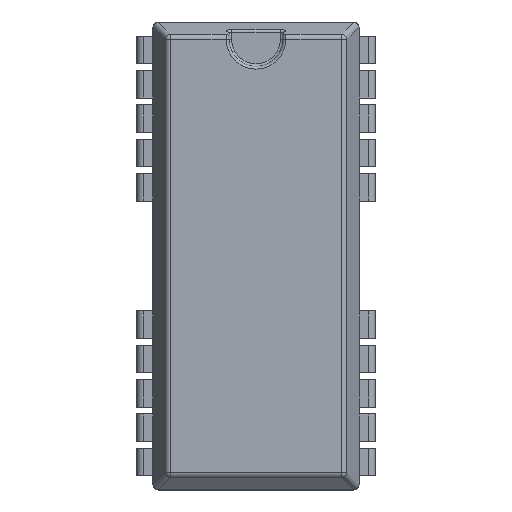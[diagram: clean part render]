
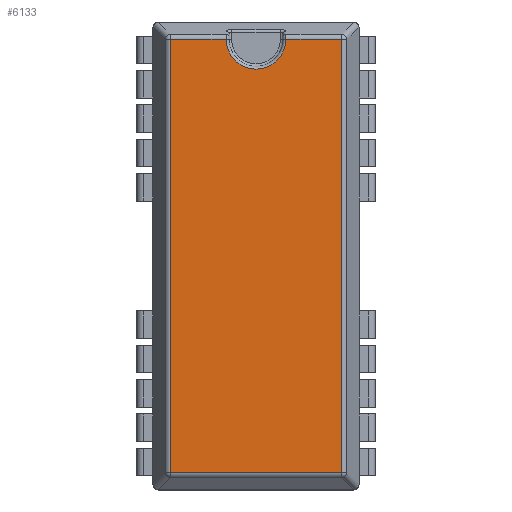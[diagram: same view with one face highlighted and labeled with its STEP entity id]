
A CAD part, top view. The second image highlights one B-rep face of the part: STEP entity #6133.
In plain terms, the highlighted planar face has unit normal (0, 0, 1).
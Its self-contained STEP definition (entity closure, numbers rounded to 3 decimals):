
#101=PLANE('',#6590);
#376=FACE_OUTER_BOUND('',#770,.T.);
#770=EDGE_LOOP('',(#4322,#4323,#4324,#4325,#4326,#4327));
#1177=LINE('',#9315,#1847);
#1178=LINE('',#9318,#1848);
#1179=LINE('',#9322,#1849);
#1180=LINE('',#9324,#1850);
#1181=LINE('',#9325,#1851);
#1847=VECTOR('',#7328,10.);
#1848=VECTOR('',#7331,10.);
#1849=VECTOR('',#7336,10.);
#1850=VECTOR('',#7337,10.);
#1851=VECTOR('',#7338,10.);
#2488=CIRCLE('',#6568,1.1);
#2739=VERTEX_POINT('',#9251);
#2741=VERTEX_POINT('',#9258);
#2752=VERTEX_POINT('',#9313);
#2753=VERTEX_POINT('',#9317);
#2754=VERTEX_POINT('',#9321);
#2755=VERTEX_POINT('',#9323);
#3314=EDGE_CURVE('',#2741,#2739,#2488,.T.);
#3338=EDGE_CURVE('',#2752,#2741,#1177,.T.);
#3339=EDGE_CURVE('',#2739,#2753,#1178,.T.);
#3341=EDGE_CURVE('',#2754,#2752,#1179,.T.);
#3342=EDGE_CURVE('',#2755,#2754,#1180,.T.);
#3343=EDGE_CURVE('',#2753,#2755,#1181,.T.);
#4322=ORIENTED_EDGE('',*,*,#3314,.F.);
#4323=ORIENTED_EDGE('',*,*,#3338,.F.);
#4324=ORIENTED_EDGE('',*,*,#3341,.F.);
#4325=ORIENTED_EDGE('',*,*,#3342,.F.);
#4326=ORIENTED_EDGE('',*,*,#3343,.F.);
#4327=ORIENTED_EDGE('',*,*,#3339,.F.);
#6133=ADVANCED_FACE('',(#376),#101,.T.);
#6568=AXIS2_PLACEMENT_3D('',#9260,#7273,#7274);
#6590=AXIS2_PLACEMENT_3D('',#9320,#7334,#7335);
#7273=DIRECTION('center_axis',(0.,0.,1.));
#7274=DIRECTION('ref_axis',(0.,-1.,0.));
#7328=DIRECTION('',(1.,0.,0.));
#7331=DIRECTION('',(1.,0.,0.));
#7334=DIRECTION('center_axis',(0.,0.,1.));
#7335=DIRECTION('ref_axis',(1.,0.,0.));
#7336=DIRECTION('',(0.,1.,0.));
#7337=DIRECTION('',(-1.,0.,0.));
#7338=DIRECTION('',(0.,-1.,0.));
#9251=CARTESIAN_POINT('',(1.1,8.007,3.75));
#9258=CARTESIAN_POINT('',(-1.1,8.007,3.75));
#9260=CARTESIAN_POINT('Origin',(0.,8.007,3.75));
#9313=CARTESIAN_POINT('',(-3.167,8.007,3.75));
#9315=CARTESIAN_POINT('',(0.953,8.007,3.75));
#9317=CARTESIAN_POINT('',(3.167,8.007,3.75));
#9318=CARTESIAN_POINT('',(0.953,8.007,3.75));
#9320=CARTESIAN_POINT('Origin',(0.,0.,3.75));
#9321=CARTESIAN_POINT('',(-3.167,-8.007,3.75));
#9322=CARTESIAN_POINT('',(-3.167,2.163,3.75));
#9323=CARTESIAN_POINT('',(3.167,-8.007,3.75));
#9324=CARTESIAN_POINT('',(-0.953,-8.007,3.75));
#9325=CARTESIAN_POINT('',(3.167,-2.163,3.75));
